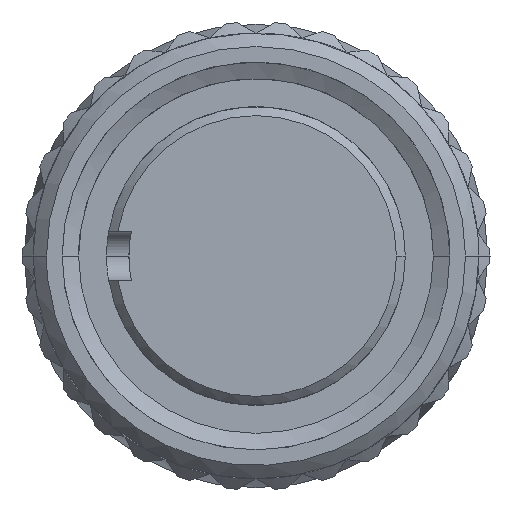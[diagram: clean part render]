
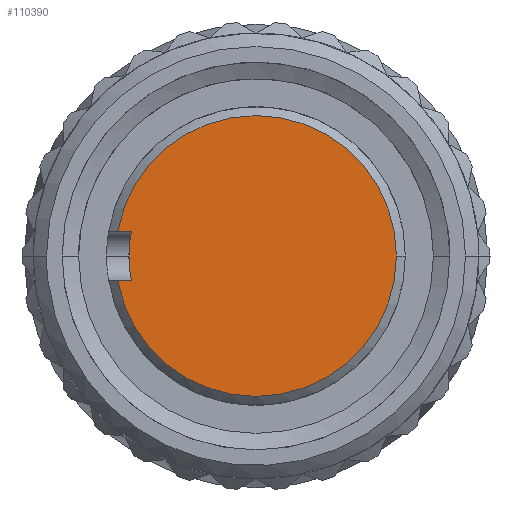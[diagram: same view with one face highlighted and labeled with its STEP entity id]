
A CAD part, left-side view. The second image highlights one B-rep face of the part: STEP entity #110390.
In plain terms, the highlighted planar face has unit normal (-1, 0, 0).
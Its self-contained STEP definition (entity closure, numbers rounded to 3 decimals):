
#106960=CARTESIAN_POINT('',(0.,2.796,0.55));
#106970=VERTEX_POINT('',#106960);
#107020=CARTESIAN_POINT('',(0.,0.,0.));
#107030=DIRECTION('',(1.,0.,0.));
#107040=DIRECTION('',(0.,-1.,0.));
#107050=AXIS2_PLACEMENT_3D('',#107020,#107030,#107040);
#107060=CIRCLE('',#107050,2.85);
#107070=CARTESIAN_POINT('',(0.,2.85,0.));
#107080=VERTEX_POINT('',#107070);
#107090=EDGE_CURVE('',#107080,#106970,#107060,.T.);
#109500=CARTESIAN_POINT('',(0.,0.,0.55));
#109510=DIRECTION('',(0.,-1.,0.));
#109520=VECTOR('',#109510,1.);
#109530=LINE('',#109500,#109520);
#109540=CARTESIAN_POINT('',(0.,3.102,0.55));
#109550=VERTEX_POINT('',#109540);
#109560=EDGE_CURVE('',#109550,#106970,#109530,.T.);
#110070=CARTESIAN_POINT('',(0.,-2.65,0.));
#110080=DIRECTION('',(-1.,0.,0.));
#110090=DIRECTION('',(0.,-1.,0.));
#110100=AXIS2_PLACEMENT_3D('',#110070,#110080,#110090);
#110110=PLANE('',#110100);
#110120=CARTESIAN_POINT('',(0.,0.,0.));
#110130=DIRECTION('',(1.,0.,0.));
#110140=DIRECTION('',(0.,-1.,0.));
#110150=AXIS2_PLACEMENT_3D('',#110120,#110130,#110140);
#110160=CIRCLE('',#110150,3.15);
#110170=CARTESIAN_POINT('',(0.,-3.15,0.));
#110180=VERTEX_POINT('',#110170);
#110190=EDGE_CURVE('',#109550,#110180,#110160,.T.);
#110200=ORIENTED_EDGE('',*,*,#110190,.F.);
#110210=CARTESIAN_POINT('',(0.,3.102,-0.55));
#110220=VERTEX_POINT('',#110210);
#110230=EDGE_CURVE('',#110180,#110220,#110160,.T.);
#110240=ORIENTED_EDGE('',*,*,#110230,.F.);
#110250=CARTESIAN_POINT('',(0.,0.,-0.55));
#110260=DIRECTION('',(0.,1.,0.));
#110270=VECTOR('',#110260,1.);
#110280=LINE('',#110250,#110270);
#110290=CARTESIAN_POINT('',(0.,2.796,-0.55));
#110300=VERTEX_POINT('',#110290);
#110310=EDGE_CURVE('',#110300,#110220,#110280,.T.);
#110320=ORIENTED_EDGE('',*,*,#110310,.T.);
#110330=EDGE_CURVE('',#110300,#107080,#107060,.T.);
#110340=ORIENTED_EDGE('',*,*,#110330,.F.);
#110350=ORIENTED_EDGE('',*,*,#107090,.F.);
#110360=ORIENTED_EDGE('',*,*,#109560,.T.);
#110370=EDGE_LOOP('',(#110360,#110350,#110340,#110320,#110240,#110200));
#110380=FACE_OUTER_BOUND('',#110370,.T.);
#110390=ADVANCED_FACE('',(#110380),#110110,.T.);
